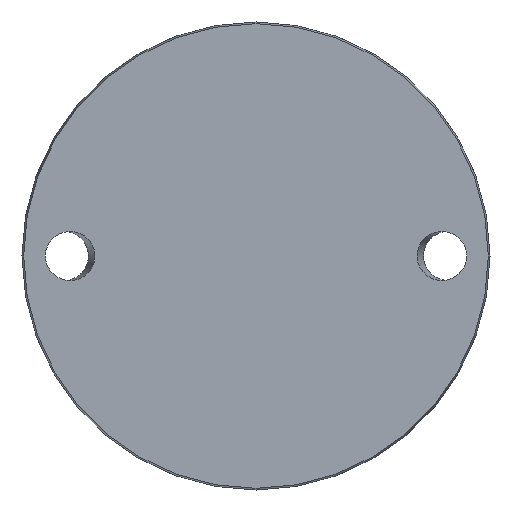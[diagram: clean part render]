
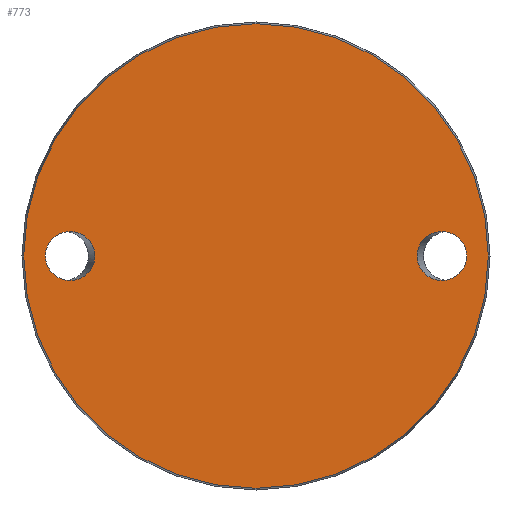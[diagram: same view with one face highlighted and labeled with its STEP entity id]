
A CAD part, front view. The second image highlights one B-rep face of the part: STEP entity #773.
In plain terms, the highlighted planar face has unit normal (0, -1, 0).
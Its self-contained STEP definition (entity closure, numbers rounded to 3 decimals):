
#4 = DIRECTION ( 'NONE',  ( 0., 1., 0. ) ) ;
#23 = CARTESIAN_POINT ( 'NONE',  ( -71.115, 0., -16.5 ) ) ;
#55 = FACE_BOUND ( 'NONE', #640, .T. ) ;
#62 = FACE_BOUND ( 'NONE', #388, .T. ) ;
#84 = EDGE_CURVE ( 'NONE', #240, #240, #570, .T. ) ;
#99 = CARTESIAN_POINT ( 'NONE',  ( 54.385, 0., 0. ) ) ;
#110 = CARTESIAN_POINT ( 'NONE',  ( -54.385, 0., 0. ) ) ;
#112 = DIRECTION ( 'NONE',  ( 0., 0., -1. ) ) ;
#121 = DIRECTION ( 'NONE',  ( 0., -1., 0. ) ) ;
#176 = CARTESIAN_POINT ( 'NONE',  ( 0., 0., -78.425 ) ) ;
#192 = PLANE ( 'NONE',  #273 ) ;
#220 =( BOUNDED_CURVE ( )  B_SPLINE_CURVE ( 3, ( #772, #398, #645, #110, #524, #23, #693 ),
 .UNSPECIFIED., .T., .F. ) 
 B_SPLINE_CURVE_WITH_KNOTS ( ( 4, 3, 4 ),
 ( 0., 3.142, 6.283 ),
 .UNSPECIFIED. ) 
 CURVE ( )  GEOMETRIC_REPRESENTATION_ITEM ( )  RATIONAL_B_SPLINE_CURVE ( ( 1., 0.333, 0.333, 1., 0.333, 0.333, 1. ) ) 
 REPRESENTATION_ITEM ( '' )  );
#228 = ORIENTED_EDGE ( 'NONE', *, *, #580, .T. ) ;
#240 = VERTEX_POINT ( 'NONE', #176 ) ;
#273 = AXIS2_PLACEMENT_3D ( 'NONE', #542, #4, #538 ) ;
#320 = CARTESIAN_POINT ( 'NONE',  ( 71.115, 0., 0. ) ) ;
#337 = EDGE_LOOP ( 'NONE', ( #707 ) ) ;
#388 = EDGE_LOOP ( 'NONE', ( #624 ) ) ;
#392 =( BOUNDED_CURVE ( )  B_SPLINE_CURVE ( 3, ( #781, #652, #532, #99, #455, #589, #709 ),
 .UNSPECIFIED., .T., .T. ) 
 B_SPLINE_CURVE_WITH_KNOTS ( ( 4, 3, 4 ),
 ( 0., 3.142, 6.283 ),
 .UNSPECIFIED. ) 
 CURVE ( )  GEOMETRIC_REPRESENTATION_ITEM ( )  RATIONAL_B_SPLINE_CURVE ( ( 1., 0.333, 0.333, 1., 0.333, 0.333, 1. ) ) 
 REPRESENTATION_ITEM ( '' )  );
#398 = CARTESIAN_POINT ( 'NONE',  ( -71.115, 0., 16.5 ) ) ;
#411 = FACE_OUTER_BOUND ( 'NONE', #337, .T. ) ;
#455 = CARTESIAN_POINT ( 'NONE',  ( 54.385, 0., 16.5 ) ) ;
#524 = CARTESIAN_POINT ( 'NONE',  ( -54.385, 0., -16.5 ) ) ;
#532 = CARTESIAN_POINT ( 'NONE',  ( 54.385, 0., -16.5 ) ) ;
#538 = DIRECTION ( 'NONE',  ( 0., 0., 1. ) ) ;
#542 = CARTESIAN_POINT ( 'NONE',  ( -78.425, 0., 0. ) ) ;
#549 = VERTEX_POINT ( 'NONE', #623 ) ;
#564 = EDGE_CURVE ( 'NONE', #567, #567, #392, .T. ) ;
#567 = VERTEX_POINT ( 'NONE', #320 ) ;
#570 = CIRCLE ( 'NONE', #672, 78.425 ) ;
#580 = EDGE_CURVE ( 'NONE', #549, #549, #220, .T. ) ;
#589 = CARTESIAN_POINT ( 'NONE',  ( 71.115, 0., 16.5 ) ) ;
#623 = CARTESIAN_POINT ( 'NONE',  ( -71.115, 0., 0. ) ) ;
#624 = ORIENTED_EDGE ( 'NONE', *, *, #564, .T. ) ;
#640 = EDGE_LOOP ( 'NONE', ( #228 ) ) ;
#645 = CARTESIAN_POINT ( 'NONE',  ( -54.385, 0., 16.5 ) ) ;
#652 = CARTESIAN_POINT ( 'NONE',  ( 71.115, 0., -16.5 ) ) ;
#662 = CARTESIAN_POINT ( 'NONE',  ( 0., 0., 0. ) ) ;
#672 = AXIS2_PLACEMENT_3D ( 'NONE', #662, #121, #112 ) ;
#693 = CARTESIAN_POINT ( 'NONE',  ( -71.115, 0., 0. ) ) ;
#707 = ORIENTED_EDGE ( 'NONE', *, *, #84, .T. ) ;
#709 = CARTESIAN_POINT ( 'NONE',  ( 71.115, 0., 0. ) ) ;
#772 = CARTESIAN_POINT ( 'NONE',  ( -71.115, 0., 0. ) ) ;
#773 = ADVANCED_FACE ( 'NONE', ( #55, #62, #411 ), #192, .F. ) ;
#781 = CARTESIAN_POINT ( 'NONE',  ( 71.115, 0., 0. ) ) ;
